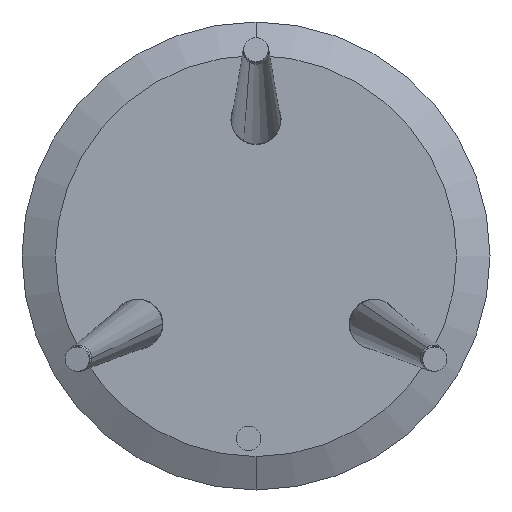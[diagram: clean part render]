
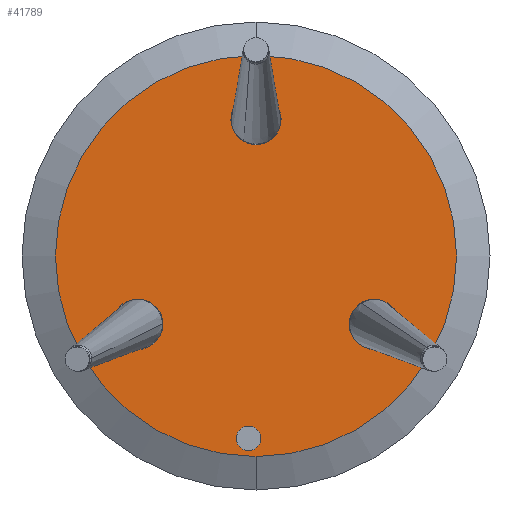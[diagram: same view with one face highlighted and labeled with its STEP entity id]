
A CAD part, front view. The second image highlights one B-rep face of the part: STEP entity #41789.
In plain terms, the highlighted planar face has unit normal (0, -1, 0).
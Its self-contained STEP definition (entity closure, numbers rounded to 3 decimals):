
#92 = EDGE_CURVE ( 'NONE', #10496, #56801, #41426, .T. ) ;
#530 = PLANE ( 'NONE',  #1527 ) ;
#1527 = AXIS2_PLACEMENT_3D ( 'NONE', #36040, #9545, #50475 ) ;
#2467 = CARTESIAN_POINT ( 'NONE',  ( 129.15, -12.5, -106.894 ) ) ;
#3397 = CARTESIAN_POINT ( 'NONE',  ( 0., -12.5, 0. ) ) ;
#4438 = CARTESIAN_POINT ( 'NONE',  ( 84.642, -12.5, -53.396 ) ) ;
#5612 = EDGE_CURVE ( 'NONE', #45413, #40891, #32649, .T. ) ;
#6030 = DIRECTION ( 'NONE',  ( 0., 0., 1. ) ) ;
#7078 =( BOUNDED_CURVE ( )  B_SPLINE_CURVE ( 3, ( #30119, #11167, #2467, #52989 ),
 .UNSPECIFIED., .F., .F. ) 
 B_SPLINE_CURVE_WITH_KNOTS ( ( 4, 4 ),
 ( 0.517, 3.659 ),
 .UNSPECIFIED. ) 
 CURVE ( )  GEOMETRIC_REPRESENTATION_ITEM ( )  RATIONAL_B_SPLINE_CURVE ( ( 1., 0.333, 0.333, 1. ) ) 
 REPRESENTATION_ITEM ( '' )  );
#8370 = CARTESIAN_POINT ( 'NONE',  ( -45., -12.5, 145.694 ) ) ;
#8494 = EDGE_LOOP ( 'NONE', ( #29360, #20241 ) ) ;
#9011 =( BOUNDED_CURVE ( )  B_SPLINE_CURVE ( 3, ( #18978, #42431, #46376, #55103 ),
 .UNSPECIFIED., .F., .F. ) 
 B_SPLINE_CURVE_WITH_KNOTS ( ( 4, 4 ),
 ( 2.625, 5.766 ),
 .UNSPECIFIED. ) 
 CURVE ( )  GEOMETRIC_REPRESENTATION_ITEM ( )  RATIONAL_B_SPLINE_CURVE ( ( 1., 0.333, 0.333, 1. ) ) 
 REPRESENTATION_ITEM ( '' )  );
#9545 = DIRECTION ( 'NONE',  ( 0., 1., 0. ) ) ;
#9891 =( BOUNDED_CURVE ( )  B_SPLINE_CURVE ( 3, ( #31213, #8370, #45069, #58895 ),
 .UNSPECIFIED., .F., .F. ) 
 B_SPLINE_CURVE_WITH_KNOTS ( ( 4, 4 ),
 ( 3.142, 6.283 ),
 .UNSPECIFIED. ) 
 CURVE ( )  GEOMETRIC_REPRESENTATION_ITEM ( )  RATIONAL_B_SPLINE_CURVE ( ( 1., 0.333, 0.333, 1. ) ) 
 REPRESENTATION_ITEM ( '' )  );
#10496 = VERTEX_POINT ( 'NONE', #48827 ) ;
#10755 = EDGE_CURVE ( 'NONE', #40891, #11088, #21584, .T. ) ;
#11088 = VERTEX_POINT ( 'NONE', #27505 ) ;
#11157 = CARTESIAN_POINT ( 'NONE',  ( 100.996, -12.5, -25.07 ) ) ;
#11167 = CARTESIAN_POINT ( 'NONE',  ( 83.628, -12.5, -106.295 ) ) ;
#11422 = VERTEX_POINT ( 'NONE', #40008 ) ;
#11507 = DIRECTION ( 'NONE',  ( 0., -1., 0. ) ) ;
#12849 = CARTESIAN_POINT ( 'NONE',  ( -100.996, -12.5, -25.07 ) ) ;
#13434 = CARTESIAN_POINT ( 'NONE',  ( -129.15, -12.5, -61.723 ) ) ;
#13443 = CARTESIAN_POINT ( 'NONE',  ( 45., -12.5, 100. ) ) ;
#13455 = CARTESIAN_POINT ( 'NONE',  ( 86.603, -12.5, -50. ) ) ;
#13568 =( BOUNDED_CURVE ( )  B_SPLINE_CURVE ( 3, ( #21285, #13443, #45060, #35726 ),
 .UNSPECIFIED., .F., .F. ) 
 B_SPLINE_CURVE_WITH_KNOTS ( ( 4, 4 ),
 ( 0., 3.142 ),
 .UNSPECIFIED. ) 
 CURVE ( )  GEOMETRIC_REPRESENTATION_ITEM ( )  RATIONAL_B_SPLINE_CURVE ( ( 1., 0.333, 0.333, 1. ) ) 
 REPRESENTATION_ITEM ( '' )  );
#14017 = CARTESIAN_POINT ( 'NONE',  ( -86.603, -12.5, -50. ) ) ;
#14405 = ORIENTED_EDGE ( 'NONE', *, *, #58041, .F. ) ;
#16595 = CARTESIAN_POINT ( 'NONE',  ( 83.628, -12.5, -61.124 ) ) ;
#17515 = EDGE_CURVE ( 'NONE', #11422, #33768, #50924, .T. ) ;
#17673 = FACE_BOUND ( 'NONE', #27133, .T. ) ;
#18978 = CARTESIAN_POINT ( 'NONE',  ( -129.15, -12.5, -61.723 ) ) ;
#19602 = VERTEX_POINT ( 'NONE', #52824 ) ;
#20241 = ORIENTED_EDGE ( 'NONE', *, *, #17515, .T. ) ;
#21285 = CARTESIAN_POINT ( 'NONE',  ( 0., -12.5, 100. ) ) ;
#21584 =( BOUNDED_CURVE ( )  B_SPLINE_CURVE ( 3, ( #14017, #12849, #27869, #13434 ),
 .UNSPECIFIED., .F., .F. ) 
 B_SPLINE_CURVE_WITH_KNOTS ( ( 4, 4 ),
 ( 0., 2.625 ),
 .UNSPECIFIED. ) 
 CURVE ( )  GEOMETRIC_REPRESENTATION_ITEM ( )  RATIONAL_B_SPLINE_CURVE ( ( 1., 0.504, 0.504, 1. ) ) 
 REPRESENTATION_ITEM ( '' )  );
#22458 = CARTESIAN_POINT ( 'NONE',  ( -84.642, -12.5, -53.396 ) ) ;
#22754 = CARTESIAN_POINT ( 'NONE',  ( -83.628, -12.5, -57.188 ) ) ;
#24952 = AXIS2_PLACEMENT_3D ( 'NONE', #3397, #11507, #34962 ) ;
#26114 = CARTESIAN_POINT ( 'NONE',  ( 129.15, -12.5, -61.723 ) ) ;
#26983 = CARTESIAN_POINT ( 'NONE',  ( -86.603, -12.5, -50. ) ) ;
#27133 = EDGE_LOOP ( 'NONE', ( #14405, #31473 ) ) ;
#27505 = CARTESIAN_POINT ( 'NONE',  ( -129.15, -12.5, -61.723 ) ) ;
#27869 = CARTESIAN_POINT ( 'NONE',  ( -129.15, -12.5, -32.827 ) ) ;
#29360 = ORIENTED_EDGE ( 'NONE', *, *, #32251, .T. ) ;
#29409 = ORIENTED_EDGE ( 'NONE', *, *, #33530, .F. ) ;
#29803 = CARTESIAN_POINT ( 'NONE',  ( 86.603, -12.5, -50. ) ) ;
#30119 = CARTESIAN_POINT ( 'NONE',  ( 83.628, -12.5, -61.124 ) ) ;
#31213 = CARTESIAN_POINT ( 'NONE',  ( 0., -12.5, 145.694 ) ) ;
#31473 = ORIENTED_EDGE ( 'NONE', *, *, #40198, .F. ) ;
#31681 =( BOUNDED_CURVE ( )  B_SPLINE_CURVE ( 3, ( #39436, #47869, #11157, #29803 ),
 .UNSPECIFIED., .F., .F. ) 
 B_SPLINE_CURVE_WITH_KNOTS ( ( 4, 4 ),
 ( 3.659, 6.283 ),
 .UNSPECIFIED. ) 
 CURVE ( )  GEOMETRIC_REPRESENTATION_ITEM ( )  RATIONAL_B_SPLINE_CURVE ( ( 1., 0.504, 0.504, 1. ) ) 
 REPRESENTATION_ITEM ( '' )  );
#32086 = EDGE_CURVE ( 'NONE', #11088, #45413, #9011, .T. ) ;
#32107 = CARTESIAN_POINT ( 'NONE',  ( 0., -12.5, 100. ) ) ;
#32251 = EDGE_CURVE ( 'NONE', #33768, #11422, #59168, .T. ) ;
#32649 =( BOUNDED_CURVE ( )  B_SPLINE_CURVE ( 3, ( #59160, #22754, #22458, #26983 ),
 .UNSPECIFIED., .F., .F. ) 
 B_SPLINE_CURVE_WITH_KNOTS ( ( 4, 4 ),
 ( 5.766, 6.283 ),
 .UNSPECIFIED. ) 
 CURVE ( )  GEOMETRIC_REPRESENTATION_ITEM ( )  RATIONAL_B_SPLINE_CURVE ( ( 1., 0.978, 0.978, 1. ) ) 
 REPRESENTATION_ITEM ( '' )  );
#33308 = EDGE_LOOP ( 'NONE', ( #48260, #29409, #41716 ) ) ;
#33530 = EDGE_CURVE ( 'NONE', #43692, #10496, #31681, .T. ) ;
#33768 = VERTEX_POINT ( 'NONE', #49086 ) ;
#34962 = DIRECTION ( 'NONE',  ( 0., 0., 1. ) ) ;
#35182 = EDGE_CURVE ( 'NONE', #56801, #43692, #7078, .T. ) ;
#35726 = CARTESIAN_POINT ( 'NONE',  ( 0., -12.5, 145.694 ) ) ;
#36040 = CARTESIAN_POINT ( 'NONE',  ( 0., -12.5, 0. ) ) ;
#38086 = ORIENTED_EDGE ( 'NONE', *, *, #10755, .F. ) ;
#38209 = CARTESIAN_POINT ( 'NONE',  ( 0., -12.5, 0. ) ) ;
#39436 = CARTESIAN_POINT ( 'NONE',  ( 129.15, -12.5, -61.723 ) ) ;
#39877 = CARTESIAN_POINT ( 'NONE',  ( -86.603, -12.5, -50. ) ) ;
#40008 = CARTESIAN_POINT ( 'NONE',  ( 0., -12.5, -180. ) ) ;
#40198 = EDGE_CURVE ( 'NONE', #19602, #46423, #9891, .T. ) ;
#40891 = VERTEX_POINT ( 'NONE', #39877 ) ;
#41118 = CARTESIAN_POINT ( 'NONE',  ( 83.628, -12.5, -57.188 ) ) ;
#41123 = FACE_OUTER_BOUND ( 'NONE', #8494, .T. ) ;
#41426 =( BOUNDED_CURVE ( )  B_SPLINE_CURVE ( 3, ( #13455, #4438, #41118, #54966 ),
 .UNSPECIFIED., .F., .T. ) 
 B_SPLINE_CURVE_WITH_KNOTS ( ( 4, 4 ),
 ( 0., 0.517 ),
 .UNSPECIFIED. ) 
 CURVE ( )  GEOMETRIC_REPRESENTATION_ITEM ( )  RATIONAL_B_SPLINE_CURVE ( ( 1., 0.978, 0.978, 1. ) ) 
 REPRESENTATION_ITEM ( '' )  );
#41716 = ORIENTED_EDGE ( 'NONE', *, *, #35182, .F. ) ;
#41789 = ADVANCED_FACE ( 'NONE', ( #46246, #41123, #17673, #50184 ), #530, .F. ) ;
#42431 = CARTESIAN_POINT ( 'NONE',  ( -129.15, -12.5, -106.894 ) ) ;
#43266 = CARTESIAN_POINT ( 'NONE',  ( -83.628, -12.5, -61.124 ) ) ;
#43559 = ORIENTED_EDGE ( 'NONE', *, *, #5612, .F. ) ;
#43692 = VERTEX_POINT ( 'NONE', #26114 ) ;
#45060 = CARTESIAN_POINT ( 'NONE',  ( 45., -12.5, 145.694 ) ) ;
#45069 = CARTESIAN_POINT ( 'NONE',  ( -45., -12.5, 100. ) ) ;
#45413 = VERTEX_POINT ( 'NONE', #43266 ) ;
#46246 = FACE_BOUND ( 'NONE', #33308, .T. ) ;
#46376 = CARTESIAN_POINT ( 'NONE',  ( -83.628, -12.5, -106.295 ) ) ;
#46423 = VERTEX_POINT ( 'NONE', #32107 ) ;
#47869 = CARTESIAN_POINT ( 'NONE',  ( 129.15, -12.5, -32.827 ) ) ;
#48158 = DIRECTION ( 'NONE',  ( 0., -1., 0. ) ) ;
#48260 = ORIENTED_EDGE ( 'NONE', *, *, #92, .F. ) ;
#48827 = CARTESIAN_POINT ( 'NONE',  ( 86.603, -12.5, -50. ) ) ;
#49086 = CARTESIAN_POINT ( 'NONE',  ( 0., -12.5, 180. ) ) ;
#50184 = FACE_BOUND ( 'NONE', #51658, .T. ) ;
#50475 = DIRECTION ( 'NONE',  ( 0., 0., 1. ) ) ;
#50538 = AXIS2_PLACEMENT_3D ( 'NONE', #38209, #48158, #6030 ) ;
#50924 = CIRCLE ( 'NONE', #24952, 180. ) ;
#51658 = EDGE_LOOP ( 'NONE', ( #38086, #43559, #53165 ) ) ;
#52824 = CARTESIAN_POINT ( 'NONE',  ( 0., -12.5, 145.694 ) ) ;
#52989 = CARTESIAN_POINT ( 'NONE',  ( 129.15, -12.5, -61.723 ) ) ;
#53165 = ORIENTED_EDGE ( 'NONE', *, *, #32086, .F. ) ;
#54966 = CARTESIAN_POINT ( 'NONE',  ( 83.628, -12.5, -61.124 ) ) ;
#55103 = CARTESIAN_POINT ( 'NONE',  ( -83.628, -12.5, -61.124 ) ) ;
#56801 = VERTEX_POINT ( 'NONE', #16595 ) ;
#58041 = EDGE_CURVE ( 'NONE', #46423, #19602, #13568, .T. ) ;
#58895 = CARTESIAN_POINT ( 'NONE',  ( 0., -12.5, 100. ) ) ;
#59160 = CARTESIAN_POINT ( 'NONE',  ( -83.628, -12.5, -61.124 ) ) ;
#59168 = CIRCLE ( 'NONE', #50538, 180. ) ;
